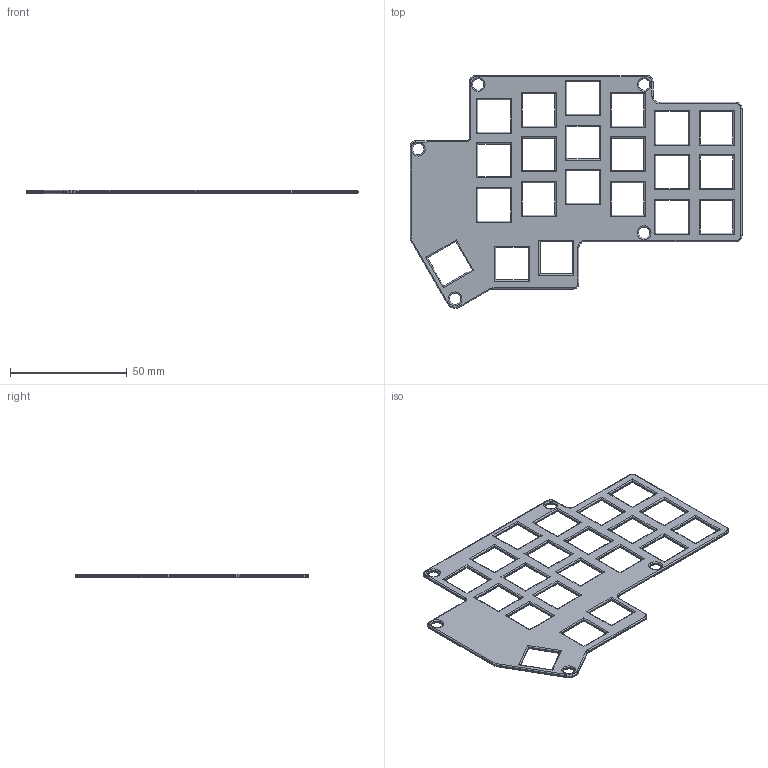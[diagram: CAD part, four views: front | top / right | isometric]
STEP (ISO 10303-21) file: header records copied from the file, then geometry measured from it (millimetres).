
FILE_DESCRIPTION(/* description */ (''),/* implementation_level */ '2;1');
FILE_NAME(/* name */ 'plate-rev1-right.step',/* time_stamp */ '2024-06-16T11:59:35-04:00',/* author */ (''),/* organization */ (''),/* preprocessor_version */ 'ST-DEVELOPER v20',/* originating_system */ 'Autodesk Translation Framework v13.14.0.145',/* authorisation */ '');
FILE_SCHEMA (('AUTOMOTIVE_DESIGN { 1 0 10303 214 3 1 1 }'));
Length unit declared in the file: millimetre
Products named in the file (1): plate-mirror
Bounding box: 142.26 x 99.73 x 1.5 mm (x, y, z)
Volume: 9120.6 mm3; surface area: 14244.9 mm2
Topology: 1 solids, 1 shells, 341 faces, 791 edges, 452 vertices
Faces by surface type: cylinder 209, plane 98, torus 34
Full cylindrical faces by diameter (mm): 4.901 x5
Entity records: 9672 total; most frequent: DIRECTION 1753, CARTESIAN_POINT 1673, ORIENTED_EDGE 1582, EDGE_CURVE 791, AXIS2_PLACEMENT_3D 628, LINE 497, VECTOR 497, VERTEX_POINT 452
